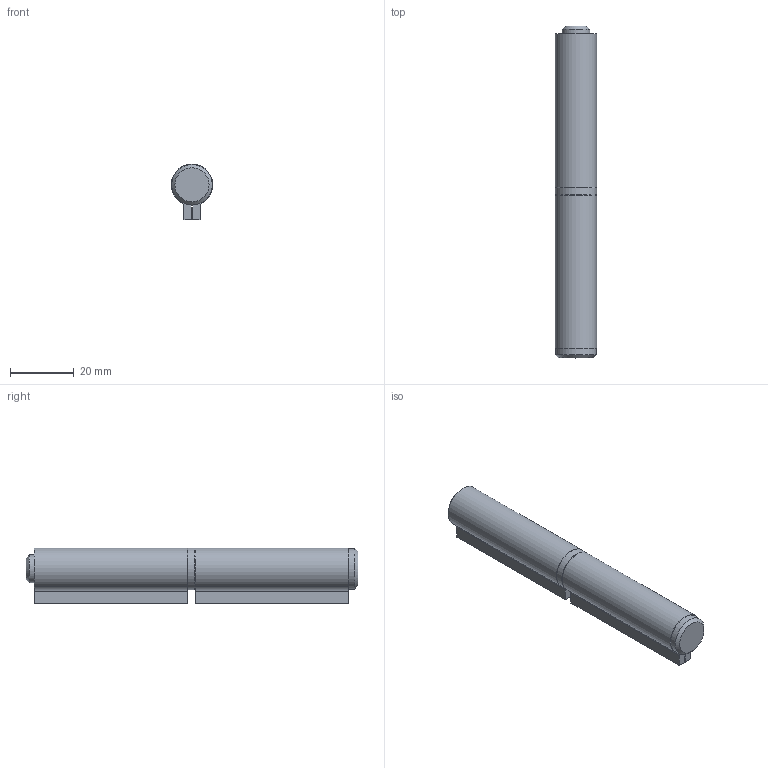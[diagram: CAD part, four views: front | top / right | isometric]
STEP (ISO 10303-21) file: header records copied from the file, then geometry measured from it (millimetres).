
FILE_DESCRIPTION (( 'STEP AP203' ), '1' );
FILE_NAME ('402-10.step', '2021-09-06T07:40:34', ( '' ), ( '' ), 'SwSTEP 2.0', 'SolidWorks 2018', '' );
FILE_SCHEMA (( 'CONFIG_CONTROL_DESIGN' ));
Length unit declared in the file: millimetre
Products named in the file (9): 402-xx Teil1_402-10 Teil1; 402-xx Teil2_402-10 Teil2; 402-xx Teil4_402-10 Teil4; 402-xx Teil4; 402-xx Teil3; 402-xx Teil2; 402-10; 402-xx Teil1; 402-xx Teil3_402-10 Teil3
Assembly tree (4 placements, depth 2):
  402-xx Teil4
  402-xx Teil3
  402-xx Teil2
  402-10
    402-xx Teil1_402-10 Teil1
    402-xx Teil2_402-10 Teil2
    402-xx Teil3_402-10 Teil3
    402-xx Teil4_402-10 Teil4
  402-xx Teil1
Bounding box: 13 x 104 x 17.5 mm (x, y, z)
Volume: 15119.3 mm3; surface area: 12355.6 mm2
Topology: 4 solids, 4 shells, 304 faces, 814 edges, 541 vertices
Faces by surface type: plane 148, bspline 112, cylinder 38, torus 4, cone 2
Full cylindrical faces by diameter (mm): 8.7 x1, 9 x1, 12.7 x1, 13 x1
Entity records: 14105 total; most frequent: CARTESIAN_POINT 6378, ORIENTED_EDGE 1606, DIRECTION 1123, EDGE_CURVE 803, VERTEX_POINT 540, VECTOR 411, LINE 411, AXIS2_PLACEMENT_3D 356
